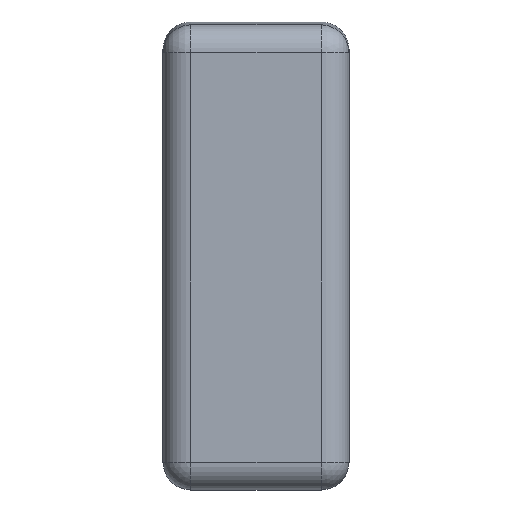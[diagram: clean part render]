
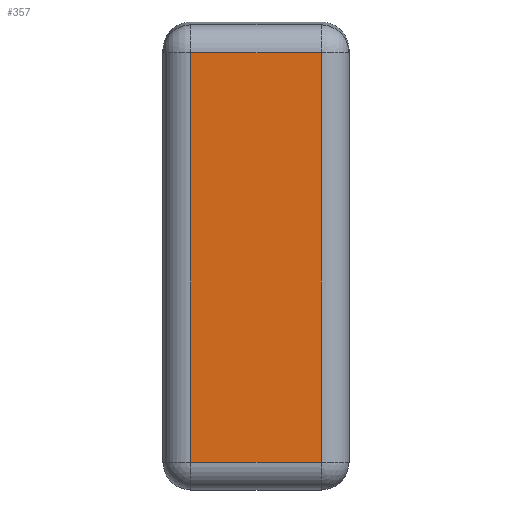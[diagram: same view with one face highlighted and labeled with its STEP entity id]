
A CAD part, left-side view. The second image highlights one B-rep face of the part: STEP entity #357.
In plain terms, the highlighted planar face has unit normal (-1, 0, -0.002).
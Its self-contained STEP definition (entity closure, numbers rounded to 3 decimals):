
#19=PLANE('',#427);
#28=LINE('',#602,#52);
#32=LINE('',#629,#56);
#36=LINE('',#635,#60);
#37=LINE('',#637,#61);
#52=VECTOR('',#486,10.);
#56=VECTOR('',#518,10.);
#60=VECTOR('',#526,10.);
#61=VECTOR('',#529,10.);
#105=FACE_OUTER_BOUND('',#131,.T.);
#131=EDGE_LOOP('',(#317,#318,#319,#320));
#167=VERTEX_POINT('',#585);
#171=VERTEX_POINT('',#597);
#176=VERTEX_POINT('',#612);
#178=VERTEX_POINT('',#621);
#203=EDGE_CURVE('',#167,#171,#28,.T.);
#216=EDGE_CURVE('',#178,#176,#32,.T.);
#220=EDGE_CURVE('',#171,#178,#36,.T.);
#221=EDGE_CURVE('',#176,#167,#37,.T.);
#317=ORIENTED_EDGE('',*,*,#216,.F.);
#318=ORIENTED_EDGE('',*,*,#220,.F.);
#319=ORIENTED_EDGE('',*,*,#203,.F.);
#320=ORIENTED_EDGE('',*,*,#221,.F.);
#357=ADVANCED_FACE('',(#105),#19,.T.);
#427=AXIS2_PLACEMENT_3D('',#652,#551,#552);
#486=DIRECTION('',(0.002,0.,-1.));
#518=DIRECTION('',(-0.002,0.,1.));
#526=DIRECTION('',(0.,1.,0.));
#529=DIRECTION('',(0.,-1.,0.));
#551=DIRECTION('center_axis',(-1.,0.,-0.002));
#552=DIRECTION('ref_axis',(-0.002,0.,1.));
#585=CARTESIAN_POINT('',(-10.003,-0.7,2.184));
#597=CARTESIAN_POINT('',(-9.996,-0.7,-2.216));
#602=CARTESIAN_POINT('',(-9.998,-0.7,-1.266));
#612=CARTESIAN_POINT('',(-10.003,0.7,2.184));
#621=CARTESIAN_POINT('',(-9.996,0.7,-2.216));
#629=CARTESIAN_POINT('',(-9.998,0.7,-1.266));
#635=CARTESIAN_POINT('',(-9.996,0.,-2.216));
#637=CARTESIAN_POINT('',(-10.003,0.,2.184));
#652=CARTESIAN_POINT('Origin',(-9.996,0.,-2.516));
